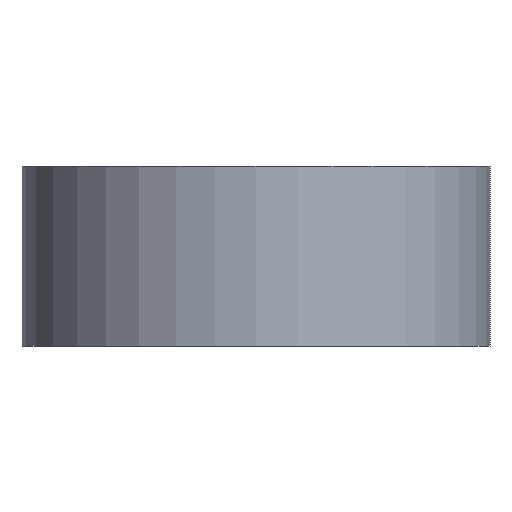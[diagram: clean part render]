
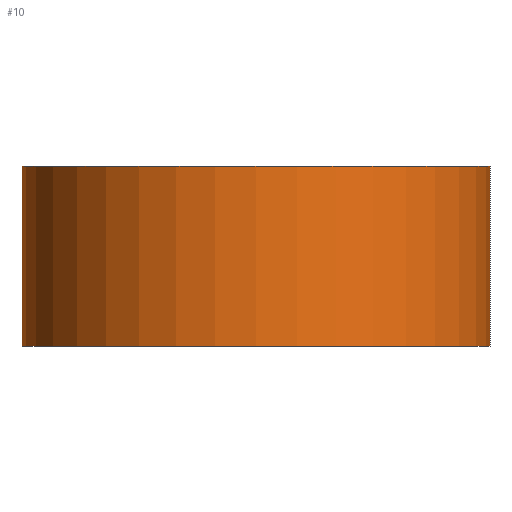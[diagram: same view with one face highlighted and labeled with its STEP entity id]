
A CAD part, left-side view. The second image highlights one B-rep face of the part: STEP entity #10.
In plain terms, the highlighted cylindrical face has radius 65 mm (diameter 130 mm), a partial arc.
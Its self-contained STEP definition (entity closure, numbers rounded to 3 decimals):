
#4 = DIRECTION ( 'NONE',  ( 0., 0., 1. ) ) ;
#5 = CARTESIAN_POINT ( 'NONE',  ( 0., -65., 50. ) ) ;
#7 = DIRECTION ( 'NONE',  ( 0., 0., 1. ) ) ;
#8 = DIRECTION ( 'NONE',  ( 0., 0., -1. ) ) ;
#10 = ADVANCED_FACE ( 'NONE', ( #92 ), #111, .T. ) ;
#14 = EDGE_CURVE ( 'NONE', #60, #53, #234, .T. ) ;
#15 = AXIS2_PLACEMENT_3D ( 'NONE', #216, #7, #113 ) ;
#24 = VERTEX_POINT ( 'NONE', #193 ) ;
#32 = AXIS2_PLACEMENT_3D ( 'NONE', #82, #8, #119 ) ;
#40 = ORIENTED_EDGE ( 'NONE', *, *, #129, .F. ) ;
#41 = CARTESIAN_POINT ( 'NONE',  ( 0., 65., 50. ) ) ;
#53 = VERTEX_POINT ( 'NONE', #5 ) ;
#60 = VERTEX_POINT ( 'NONE', #117 ) ;
#72 = VECTOR ( 'NONE', #4, 1000. ) ;
#79 = CARTESIAN_POINT ( 'NONE',  ( 0., -65., 0. ) ) ;
#82 = CARTESIAN_POINT ( 'NONE',  ( 0., 0., 50. ) ) ;
#83 = CIRCLE ( 'NONE', #32, 65. ) ;
#92 = FACE_OUTER_BOUND ( 'NONE', #158, .T. ) ;
#111 = CYLINDRICAL_SURFACE ( 'NONE', #15, 65. ) ;
#113 = DIRECTION ( 'NONE',  ( 0., -1., 0. ) ) ;
#117 = CARTESIAN_POINT ( 'NONE',  ( 0., -65., 0. ) ) ;
#119 = DIRECTION ( 'NONE',  ( 0., 1., 0. ) ) ;
#129 = EDGE_CURVE ( 'NONE', #60, #24, #138, .T. ) ;
#138 = CIRCLE ( 'NONE', #170, 65. ) ;
#150 = CARTESIAN_POINT ( 'NONE',  ( 0., 0., 0. ) ) ;
#158 = EDGE_LOOP ( 'NONE', ( #173, #40, #163, #230 ) ) ;
#159 = CARTESIAN_POINT ( 'NONE',  ( 0., 65., 0. ) ) ;
#163 = ORIENTED_EDGE ( 'NONE', *, *, #14, .T. ) ;
#164 = VECTOR ( 'NONE', #199, 1000. ) ;
#170 = AXIS2_PLACEMENT_3D ( 'NONE', #150, #192, #172 ) ;
#172 = DIRECTION ( 'NONE',  ( 0., 1., 0. ) ) ;
#173 = ORIENTED_EDGE ( 'NONE', *, *, #195, .F. ) ;
#180 = LINE ( 'NONE', #159, #164 ) ;
#192 = DIRECTION ( 'NONE',  ( 0., 0., -1. ) ) ;
#193 = CARTESIAN_POINT ( 'NONE',  ( 0., 65., 0. ) ) ;
#195 = EDGE_CURVE ( 'NONE', #24, #198, #180, .T. ) ;
#198 = VERTEX_POINT ( 'NONE', #41 ) ;
#199 = DIRECTION ( 'NONE',  ( 0., 0., 1. ) ) ;
#216 = CARTESIAN_POINT ( 'NONE',  ( 0., 0., 0. ) ) ;
#226 = EDGE_CURVE ( 'NONE', #53, #198, #83, .T. ) ;
#230 = ORIENTED_EDGE ( 'NONE', *, *, #226, .T. ) ;
#234 = LINE ( 'NONE', #79, #72 ) ;
